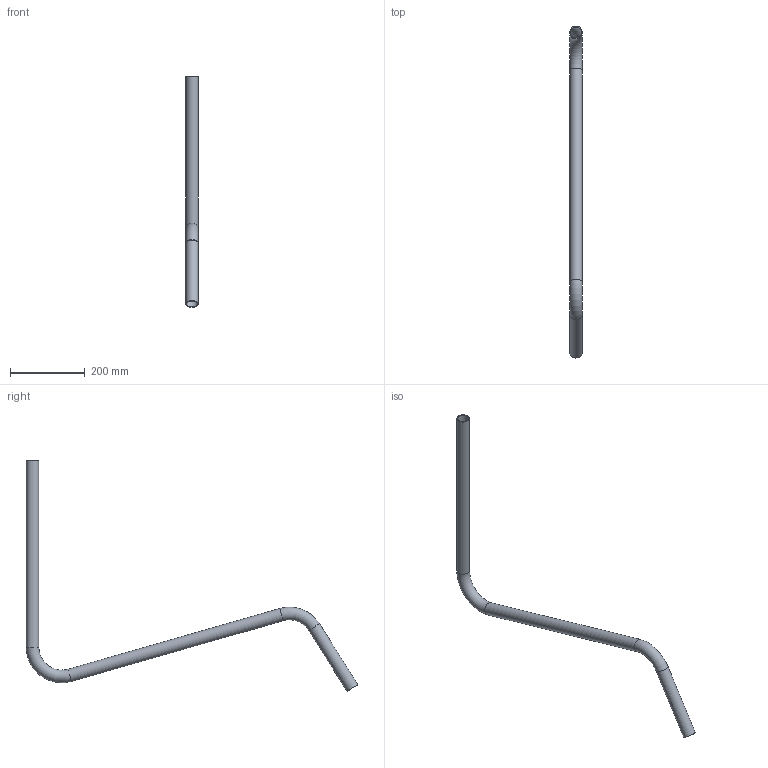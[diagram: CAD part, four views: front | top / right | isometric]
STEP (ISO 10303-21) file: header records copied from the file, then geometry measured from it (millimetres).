
FILE_DESCRIPTION (( 'STEP AP203' ), '1' );
FILE_NAME ('50257-240.step', '2022-03-24T07:15:48', ( '' ), ( '' ), 'SwSTEP 2.0', 'SolidWorks 2018', '' );
FILE_SCHEMA (( 'CONFIG_CONTROL_DESIGN' ));
Length unit declared in the file: millimetre
Products named in the file (1): 50257-240
Bounding box: 33.7 x 884.61 x 615.17 mm (x, y, z)
Volume: 302943.6 mm3; surface area: 303355.4 mm2
Topology: 1 solids, 1 shells, 275 faces, 739 edges, 490 vertices
Faces by surface type: bspline 138, plane 103, cylinder 30, torus 4
Full cylindrical faces by diameter (mm): 29.7 x3, 33.7 x3
Entity records: 13652 total; most frequent: CARTESIAN_POINT 8177, ORIENTED_EDGE 1458, EDGE_CURVE 729, DIRECTION 539, VERTEX_POINT 490, B_SPLINE_CURVE_WITH_KNOTS 366, EDGE_LOOP 311, FACE_OUTER_BOUND 285
